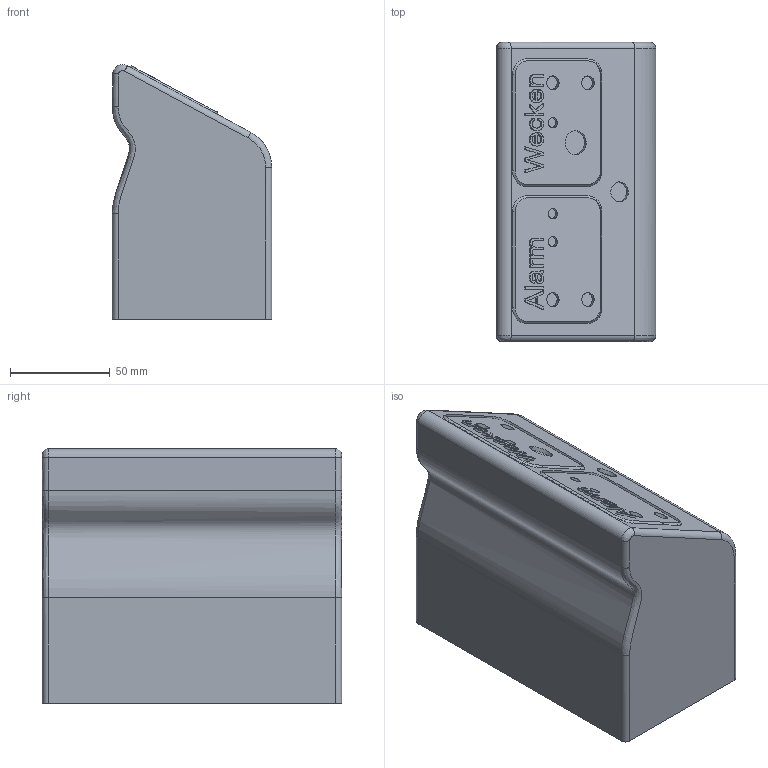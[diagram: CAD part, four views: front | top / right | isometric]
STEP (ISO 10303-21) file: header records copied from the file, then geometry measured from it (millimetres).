
FILE_DESCRIPTION (( 'STEP AP203' ), '1' );
FILE_NAME ('Gehaeuse.STEP', '2022-11-08T18:34:18', ( '' ), ( '' ), 'SwSTEP 2.0', 'SolidWorks 2020', '' );
FILE_SCHEMA (( 'CONFIG_CONTROL_DESIGN' ));
Length unit declared in the file: millimetre
Products named in the file (1): Gehaeuse
Bounding box: 80 x 150 x 127.71 mm (x, y, z)
Volume: 136322.2 mm3; surface area: 123884.8 mm2
Topology: 1 solids, 1 shells, 383 faces, 1015 edges, 664 vertices
Faces by surface type: bspline 383
Entity records: 13492 total; most frequent: CARTESIAN_POINT 7286, ORIENTED_EDGE 2030, EDGE_CURVE 1015, B_SPLINE_CURVE_WITH_KNOTS 873, VERTEX_POINT 664, EDGE_LOOP 429, ADVANCED_FACE 383, FACE_OUTER_BOUND 383
